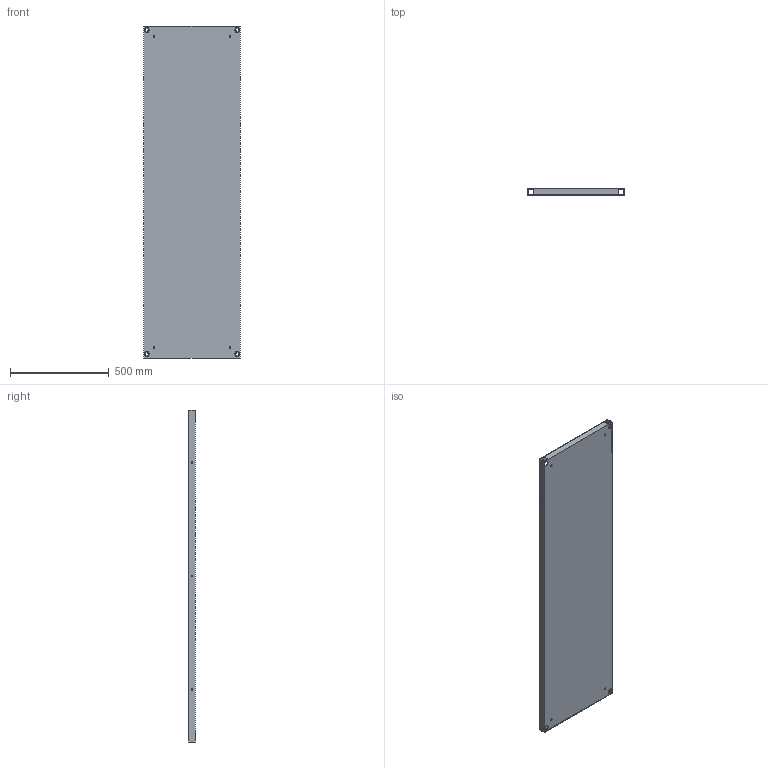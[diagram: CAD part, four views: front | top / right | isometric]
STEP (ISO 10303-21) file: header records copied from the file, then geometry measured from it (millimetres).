
FILE_DESCRIPTION (( 'STEP AP203' ), '1' );
FILE_NAME ('PNA186.step', '2021-06-30T17:19:25', ( 'ADC123' ), ( 'Microsoft' ), 'SwSTEP 2.0', 'SolidWorks 2021', '' );
FILE_SCHEMA (( 'CONFIG_CONTROL_DESIGN' ));
Length unit declared in the file: inch
Products named in the file (1): PNA186
Bounding box: 490 x 32.5 x 1680 mm (x, y, z)
Volume: 2576935.2 mm3; surface area: 2074941.1 mm2
Topology: 1 solids, 1 shells, 70 faces, 198 edges, 132 vertices
Faces by surface type: plane 48, cylinder 22
Full cylindrical faces by diameter (mm): 9 x4, 9.5 x6, 24 x4
Entity records: 2363 total; most frequent: CARTESIAN_POINT 387, DIRECTION 370, ORIENTED_EDGE 368, EDGE_CURVE 184, VECTOR 140, LINE 140, VERTEX_POINT 132, EDGE_LOOP 130
